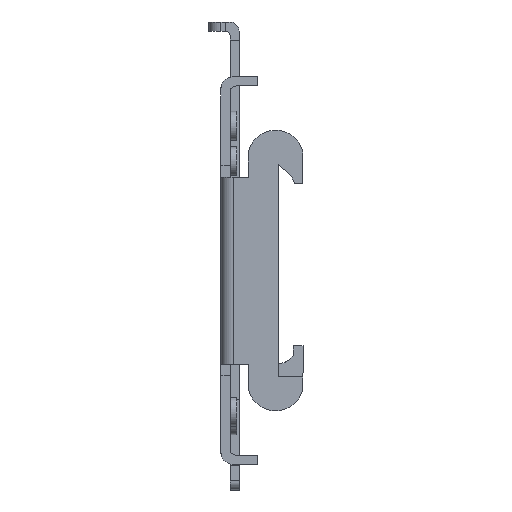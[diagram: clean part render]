
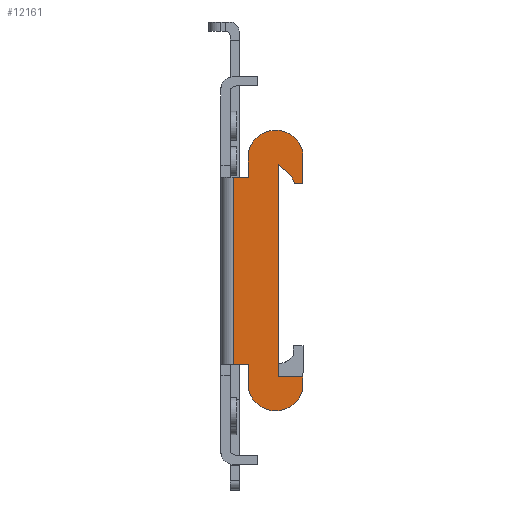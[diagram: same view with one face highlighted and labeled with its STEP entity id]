
A CAD part, left-side view. The second image highlights one B-rep face of the part: STEP entity #12161.
In plain terms, the highlighted planar face has unit normal (-1, 0, 0).
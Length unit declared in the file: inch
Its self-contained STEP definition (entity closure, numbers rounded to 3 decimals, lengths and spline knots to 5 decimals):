
#86 = CARTESIAN_POINT ( 'NONE',  ( -1.7435, -0.302, -0.35375 ) ) ;
#205 = VERTEX_POINT ( 'NONE', #5293 ) ;
#596 = DIRECTION ( 'NONE',  ( -1., 0., 0. ) ) ;
#600 = CARTESIAN_POINT ( 'NONE',  ( -1.7435, -0.141, -1.98875 ) ) ;
#906 = CARTESIAN_POINT ( 'NONE',  ( -1.7435, 0.058, -0.66375 ) ) ;
#1062 = CARTESIAN_POINT ( 'NONE',  ( -1.7435, -0.302, -2.21375 ) ) ;
#1081 = CARTESIAN_POINT ( 'NONE',  ( -1.7435, -0.12199, -0.35375 ) ) ;
#1097 = CARTESIAN_POINT ( 'NONE',  ( -1.7435, -0.302, -0.35375 ) ) ;
#1106 = VERTEX_POINT ( 'NONE', #1081 ) ;
#1175 = VECTOR ( 'NONE', #12585, 39.37008 ) ;
#1195 = VECTOR ( 'NONE', #6058, 39.37008 ) ;
#1257 = CARTESIAN_POINT ( 'NONE',  ( -1.7435, 0.058, -0.35375 ) ) ;
#1311 = VECTOR ( 'NONE', #12619, 39.37008 ) ;
#1391 = VERTEX_POINT ( 'NONE', #10506 ) ;
#1415 = LINE ( 'NONE', #86, #5722 ) ;
#1460 = EDGE_CURVE ( 'NONE', #9634, #4672, #11521, .T. ) ;
#1558 = VECTOR ( 'NONE', #8883, 39.37008 ) ;
#1583 = VECTOR ( 'NONE', #12767, 39.37008 ) ;
#1723 = CARTESIAN_POINT ( 'NONE',  ( -1.7435, -0.302, -1.98875 ) ) ;
#1906 = CARTESIAN_POINT ( 'NONE',  ( -1.7435, -0.122, -0.53825 ) ) ;
#1958 = DIRECTION ( 'NONE',  ( 0., 0., -1. ) ) ;
#2016 = VERTEX_POINT ( 'NONE', #906 ) ;
#2401 = LINE ( 'NONE', #1062, #1175 ) ;
#2437 = LINE ( 'NONE', #1097, #1311 ) ;
#2583 = LINE ( 'NONE', #1257, #1583 ) ;
#2644 = VERTEX_POINT ( 'NONE', #6424 ) ;
#2896 = LINE ( 'NONE', #9158, #7609 ) ;
#2947 = ORIENTED_EDGE ( 'NONE', *, *, #8502, .T. ) ;
#3287 = CARTESIAN_POINT ( 'NONE',  ( -1.7435, 0.16, -1.90375 ) ) ;
#3292 = ORIENTED_EDGE ( 'NONE', *, *, #9413, .T. ) ;
#3312 = CIRCLE ( 'NONE', #4208, 0.1845 ) ;
#3347 = CARTESIAN_POINT ( 'NONE',  ( -1.7435, -0.302, -2.06975 ) ) ;
#3413 = DIRECTION ( 'NONE',  ( 0., 0., -1. ) ) ;
#3497 = EDGE_CURVE ( 'NONE', #3565, #1106, #1415, .T. ) ;
#3565 = VERTEX_POINT ( 'NONE', #7043 ) ;
#3880 = ORIENTED_EDGE ( 'NONE', *, *, #7901, .T. ) ;
#4052 = DIRECTION ( 'NONE',  ( 0., 0., 1. ) ) ;
#4185 = EDGE_CURVE ( 'NONE', #9974, #2016, #9116, .T. ) ;
#4208 = AXIS2_PLACEMENT_3D ( 'NONE', #9734, #8437, #7122 ) ;
#4246 = CIRCLE ( 'NONE', #10691, 0.1845 ) ;
#4300 = ORIENTED_EDGE ( 'NONE', *, *, #9177, .T. ) ;
#4333 = VERTEX_POINT ( 'NONE', #7567 ) ;
#4587 = LINE ( 'NONE', #3287, #6436 ) ;
#4672 = VERTEX_POINT ( 'NONE', #600 ) ;
#4713 = DIRECTION ( 'NONE',  ( 1., 0., 0. ) ) ;
#4728 = CARTESIAN_POINT ( 'NONE',  ( -1.7435, 0.16, -1.90375 ) ) ;
#4793 = CARTESIAN_POINT ( 'NONE',  ( -1.7435, 0.058, -2.06975 ) ) ;
#4825 = ORIENTED_EDGE ( 'NONE', *, *, #7071, .F. ) ;
#5216 = DIRECTION ( 'NONE',  ( 0., 0., -1. ) ) ;
#5293 = CARTESIAN_POINT ( 'NONE',  ( -1.7435, -0.302, -0.70775 ) ) ;
#5294 = FACE_OUTER_BOUND ( 'NONE', #9732, .T. ) ;
#5360 = CARTESIAN_POINT ( 'NONE',  ( -1.7435, -0.141, 0. ) ) ;
#5428 = VERTEX_POINT ( 'NONE', #8998 ) ;
#5722 = VECTOR ( 'NONE', #11602, 39.37008 ) ;
#5748 = DIRECTION ( 'NONE',  ( 0., 1., 0. ) ) ;
#5757 = VERTEX_POINT ( 'NONE', #6828 ) ;
#5782 = EDGE_CURVE ( 'NONE', #5757, #205, #2896, .T. ) ;
#5819 = AXIS2_PLACEMENT_3D ( 'NONE', #9391, #8055, #6747 ) ;
#6019 = CARTESIAN_POINT ( 'NONE',  ( -1.7435, 0., 0. ) ) ;
#6058 = DIRECTION ( 'NONE',  ( 0., -1., 0. ) ) ;
#6096 = ORIENTED_EDGE ( 'NONE', *, *, #8091, .T. ) ;
#6236 = EDGE_CURVE ( 'NONE', #1391, #6588, #2583, .T. ) ;
#6251 = CIRCLE ( 'NONE', #5819, 0.1845 ) ;
#6284 = LINE ( 'NONE', #11222, #9653 ) ;
#6296 = AXIS2_PLACEMENT_3D ( 'NONE', #6019, #4713, #3413 ) ;
#6424 = CARTESIAN_POINT ( 'NONE',  ( -1.7435, 0.16, -0.66375 ) ) ;
#6436 = VECTOR ( 'NONE', #1958, 39.37008 ) ;
#6491 = DIRECTION ( 'NONE',  ( 0., 0., -1. ) ) ;
#6539 = DIRECTION ( 'NONE',  ( 1., 0., 0. ) ) ;
#6588 = VERTEX_POINT ( 'NONE', #4793 ) ;
#6668 = LINE ( 'NONE', #5360, #11159 ) ;
#6747 = DIRECTION ( 'NONE',  ( 0., 0., -1. ) ) ;
#6809 = ORIENTED_EDGE ( 'NONE', *, *, #6236, .T. ) ;
#6828 = CARTESIAN_POINT ( 'NONE',  ( -1.7435, -0.302, -0.49775 ) ) ;
#6881 = CARTESIAN_POINT ( 'NONE',  ( -1.7435, 0.058, -0.49775 ) ) ;
#6930 = VERTEX_POINT ( 'NONE', #10202 ) ;
#7005 = ORIENTED_EDGE ( 'NONE', *, *, #5782, .F. ) ;
#7043 = CARTESIAN_POINT ( 'NONE',  ( -1.7435, -0.122, -0.35375 ) ) ;
#7071 = EDGE_CURVE ( 'NONE', #4333, #6930, #2401, .T. ) ;
#7075 = CARTESIAN_POINT ( 'NONE',  ( -1.7435, 0., -0.66375 ) ) ;
#7122 = DIRECTION ( 'NONE',  ( 0., 0., -1. ) ) ;
#7160 = ORIENTED_EDGE ( 'NONE', *, *, #3497, .T. ) ;
#7343 = PLANE ( 'NONE',  #6296 ) ;
#7381 = CARTESIAN_POINT ( 'NONE',  ( -1.7435, 0., -0.70775 ) ) ;
#7397 = DIRECTION ( 'NONE',  ( 0., -0.726, -0.688 ) ) ;
#7497 = VERTEX_POINT ( 'NONE', #12808 ) ;
#7567 = CARTESIAN_POINT ( 'NONE',  ( -1.7435, -0.122, -2.21375 ) ) ;
#7609 = VECTOR ( 'NONE', #7819, 39.37008 ) ;
#7643 = AXIS2_PLACEMENT_3D ( 'NONE', #11778, #6539, #5216 ) ;
#7763 = ORIENTED_EDGE ( 'NONE', *, *, #11408, .T. ) ;
#7781 = CARTESIAN_POINT ( 'NONE',  ( -1.7435, 0.058, -0.35375 ) ) ;
#7819 = DIRECTION ( 'NONE',  ( 0., 0., -1. ) ) ;
#7901 = EDGE_CURVE ( 'NONE', #9550, #5428, #10012, .T. ) ;
#7982 = ORIENTED_EDGE ( 'NONE', *, *, #8833, .F. ) ;
#8055 = DIRECTION ( 'NONE',  ( -1., 0., 0. ) ) ;
#8091 = EDGE_CURVE ( 'NONE', #5757, #3565, #4246, .T. ) ;
#8384 = LINE ( 'NONE', #7075, #9549 ) ;
#8435 = ORIENTED_EDGE ( 'NONE', *, *, #9834, .F. ) ;
#8437 = DIRECTION ( 'NONE',  ( 1., 0., 0. ) ) ;
#8450 = DIRECTION ( 'NONE',  ( 0., 1., 0. ) ) ;
#8502 = EDGE_CURVE ( 'NONE', #2016, #2644, #8384, .T. ) ;
#8682 = LINE ( 'NONE', #7381, #1195 ) ;
#8700 = CARTESIAN_POINT ( 'NONE',  ( -1.7435, 0.22228, -0.23473 ) ) ;
#8833 = EDGE_CURVE ( 'NONE', #6930, #6588, #10168, .T. ) ;
#8883 = DIRECTION ( 'NONE',  ( 0., 1., 0. ) ) ;
#8998 = CARTESIAN_POINT ( 'NONE',  ( -1.7435, -0.22827, -0.66139 ) ) ;
#9110 = EDGE_CURVE ( 'NONE', #7497, #205, #8682, .T. ) ;
#9116 = LINE ( 'NONE', #7781, #10260 ) ;
#9158 = CARTESIAN_POINT ( 'NONE',  ( -1.7435, -0.302, -0.35375 ) ) ;
#9177 = EDGE_CURVE ( 'NONE', #1106, #9974, #6251, .T. ) ;
#9251 = EDGE_CURVE ( 'NONE', #1391, #11681, #11076, .T. ) ;
#9391 = CARTESIAN_POINT ( 'NONE',  ( -1.7435, -0.122, -0.53825 ) ) ;
#9413 = EDGE_CURVE ( 'NONE', #2644, #11681, #4587, .T. ) ;
#9549 = VECTOR ( 'NONE', #5748, 39.37008 ) ;
#9550 = VERTEX_POINT ( 'NONE', #9900 ) ;
#9634 = VERTEX_POINT ( 'NONE', #1723 ) ;
#9653 = VECTOR ( 'NONE', #9888, 39.37008 ) ;
#9732 = EDGE_LOOP ( 'NONE', ( #7160, #4300, #10483, #2947, #3292, #12347, #6809, #7982, #4825, #8435, #10304, #12700, #11513, #3880, #7763, #11068, #7005, #6096 ) ) ;
#9734 = CARTESIAN_POINT ( 'NONE',  ( -1.7435, -0.122, -2.02925 ) ) ;
#9748 = CARTESIAN_POINT ( 'NONE',  ( -1.7435, 0., -1.90375 ) ) ;
#9834 = EDGE_CURVE ( 'NONE', #10077, #4333, #3312, .T. ) ;
#9888 = DIRECTION ( 'NONE',  ( 0., -0.375, -0.927 ) ) ;
#9900 = CARTESIAN_POINT ( 'NONE',  ( -1.7435, -0.141, -0.57875 ) ) ;
#9974 = VERTEX_POINT ( 'NONE', #6881 ) ;
#10012 = LINE ( 'NONE', #8700, #12605 ) ;
#10077 = VERTEX_POINT ( 'NONE', #3347 ) ;
#10168 = CIRCLE ( 'NONE', #7643, 0.1845 ) ;
#10202 = CARTESIAN_POINT ( 'NONE',  ( -1.7435, -0.12199, -2.21375 ) ) ;
#10207 = CARTESIAN_POINT ( 'NONE',  ( -1.7435, 0., -1.98875 ) ) ;
#10260 = VECTOR ( 'NONE', #6491, 39.37008 ) ;
#10304 = ORIENTED_EDGE ( 'NONE', *, *, #11025, .F. ) ;
#10483 = ORIENTED_EDGE ( 'NONE', *, *, #4185, .T. ) ;
#10506 = CARTESIAN_POINT ( 'NONE',  ( -1.7435, 0.058, -1.90375 ) ) ;
#10691 = AXIS2_PLACEMENT_3D ( 'NONE', #1906, #596, #12107 ) ;
#10992 = EDGE_CURVE ( 'NONE', #4672, #9550, #6668, .T. ) ;
#11025 = EDGE_CURVE ( 'NONE', #9634, #10077, #2437, .T. ) ;
#11068 = ORIENTED_EDGE ( 'NONE', *, *, #9110, .T. ) ;
#11076 = LINE ( 'NONE', #9748, #11129 ) ;
#11129 = VECTOR ( 'NONE', #8450, 39.37008 ) ;
#11159 = VECTOR ( 'NONE', #4052, 39.37008 ) ;
#11222 = CARTESIAN_POINT ( 'NONE',  ( -1.7435, 0.03348, -0.01353 ) ) ;
#11408 = EDGE_CURVE ( 'NONE', #5428, #7497, #6284, .T. ) ;
#11513 = ORIENTED_EDGE ( 'NONE', *, *, #10992, .T. ) ;
#11521 = LINE ( 'NONE', #10207, #1558 ) ;
#11602 = DIRECTION ( 'NONE',  ( 0., 1., 0. ) ) ;
#11681 = VERTEX_POINT ( 'NONE', #4728 ) ;
#11778 = CARTESIAN_POINT ( 'NONE',  ( -1.7435, -0.122, -2.02925 ) ) ;
#12107 = DIRECTION ( 'NONE',  ( 0., 0., -1. ) ) ;
#12161 = ADVANCED_FACE ( 'NONE', ( #5294 ), #7343, .F. ) ;
#12347 = ORIENTED_EDGE ( 'NONE', *, *, #9251, .F. ) ;
#12585 = DIRECTION ( 'NONE',  ( 0., 1., 0. ) ) ;
#12605 = VECTOR ( 'NONE', #7397, 39.37008 ) ;
#12619 = DIRECTION ( 'NONE',  ( 0., 0., -1. ) ) ;
#12700 = ORIENTED_EDGE ( 'NONE', *, *, #1460, .T. ) ;
#12767 = DIRECTION ( 'NONE',  ( 0., 0., -1. ) ) ;
#12808 = CARTESIAN_POINT ( 'NONE',  ( -1.7435, -0.247, -0.70775 ) ) ;
